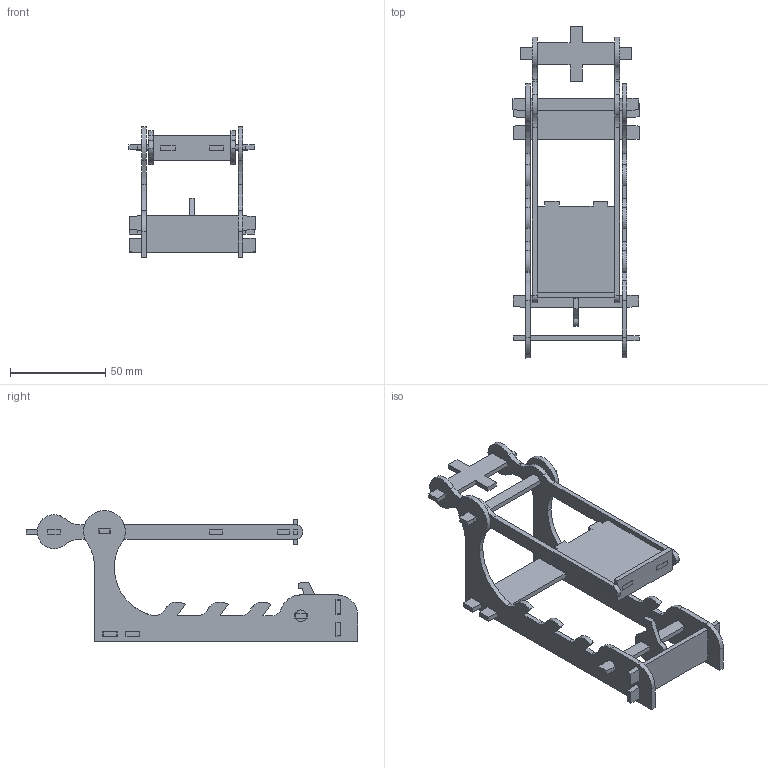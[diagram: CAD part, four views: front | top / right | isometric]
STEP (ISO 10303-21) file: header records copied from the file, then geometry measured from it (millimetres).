
FILE_DESCRIPTION(/* description */ (''),/* implementation_level */ '2;1');
FILE_NAME(/* name */ 'catapult_step.step',/* time_stamp */ '2024-06-17T14:22:56-06:00',/* author */ (''),/* organization */ (''),/* preprocessor_version */ 'ST-DEVELOPER v20',/* originating_system */ 'Autodesk Translation Framework v13.14.0.145',/* authorisation */ '');
FILE_SCHEMA (('AUTOMOTIVE_DESIGN { 1 0 10303 214 3 1 1 }'));
Length unit declared in the file: inch
Products named in the file (9): 005_Catapult; basket back; trigger; basket plate; crosshair; connecter; stick; arm; leg
Assembly tree (12 placements, depth 2):
  005_Catapult
    stick  x2
    basket back
    trigger
    basket plate
    connecter  x2
    arm  x2
    leg  x2
    crosshair
Bounding box: 66.05 x 173.8 x 68.6 mm (x, y, z)
Volume: 39167.6 mm3; surface area: 39056.9 mm2
Topology: 12 solids, 12 shells, 322 faces, 894 edges, 596 vertices
Faces by surface type: plane 267, cylinder 47, bspline 8
Full cylindrical faces by diameter (mm): 6.096 x2, 7.112 x2
Entity records: 7139 total; most frequent: CARTESIAN_POINT 1390, ORIENTED_EDGE 1164, DIRECTION 1072, EDGE_CURVE 582, LINE 524, VECTOR 524, VERTEX_POINT 388, AXIS2_PLACEMENT_3D 274
